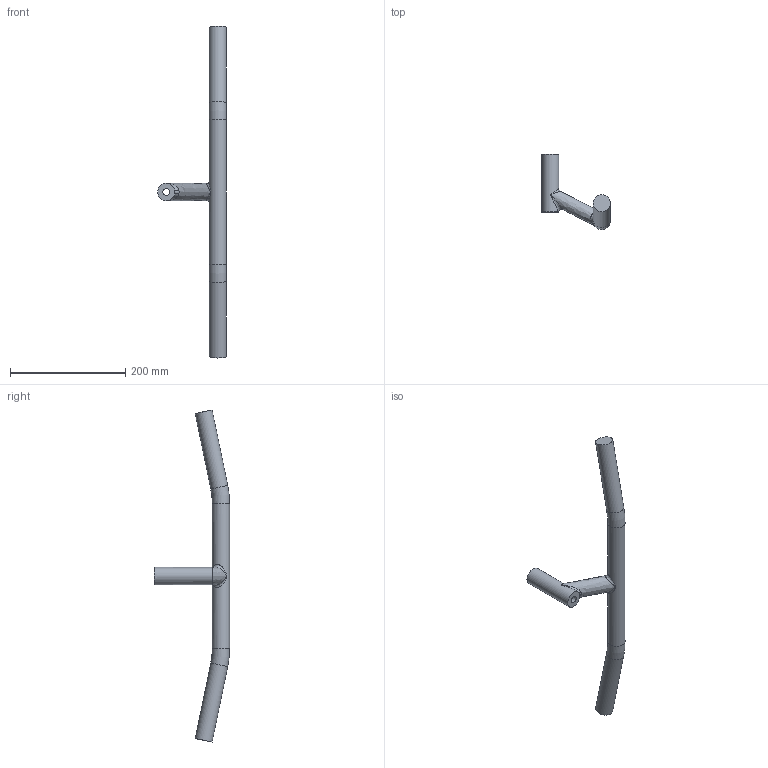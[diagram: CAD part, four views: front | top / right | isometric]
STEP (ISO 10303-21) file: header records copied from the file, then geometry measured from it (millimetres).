
FILE_DESCRIPTION( ( '' ), ' ' );
FILE_NAME( '5bf4675da5d82216ddfc1e53.step', '2018-11-20T19:58:23', ( '' ), ( '' ), ' ', ' ', ' ' );
FILE_SCHEMA( ( 'AUTOMOTIVE_DESIGN { 1 0 10303 214 1 1 1 1 }' ) );
Length unit declared in the file: metre
Products named in the file (1): Part5
Bounding box: 119.1 x 130.4 x 576.08 mm (x, y, z)
Volume: 512595.4 mm3; surface area: 75239.6 mm2
Topology: 1 solids, 1 shells, 17 faces, 37 edges, 19 vertices
Faces by surface type: cylinder 5, bspline 5, plane 4, torus 2, extrusion 1
Full cylindrical faces by diameter (mm): 12 x1, 30 x4
Entity records: 4418 total; most frequent: CARTESIAN_POINT 3989, DIRECTION 53, ORIENTED_EDGE 44, EDGE_LOOP 29, AXIS2_PLACEMENT_3D 26, FACE_OUTER_BOUND 26, EDGE_CURVE 22, STYLED_ITEM 17
